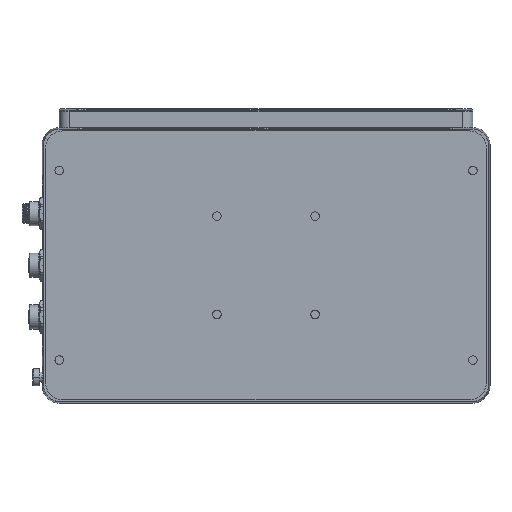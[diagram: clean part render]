
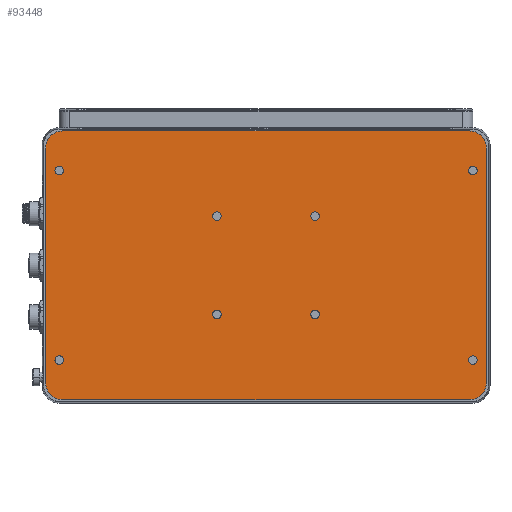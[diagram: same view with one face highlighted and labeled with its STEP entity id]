
A CAD part, front view. The second image highlights one B-rep face of the part: STEP entity #93448.
In plain terms, the highlighted planar face has unit normal (0, -1, 0).
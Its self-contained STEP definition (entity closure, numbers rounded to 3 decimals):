
#14915=CARTESIAN_POINT('',(118.,-45.,-68.));
#14916=DIRECTION('',(0.,1.,0.));
#14917=DIRECTION('',(1.,0.,0.));
#14918=AXIS2_PLACEMENT_3D('',#14915,#14916,#14917);
#14920=DIRECTION('',(-1.,0.,0.));
#14921=VECTOR('',#14920,236.);
#14922=CARTESIAN_POINT('',(118.,-45.,-78.));
#14923=LINE('',#14922,#14921);
#14924=CARTESIAN_POINT('',(-118.,-45.,-68.));
#14925=DIRECTION('',(0.,1.,0.));
#14926=DIRECTION('',(0.,0.,-1.));
#14927=AXIS2_PLACEMENT_3D('',#14924,#14925,#14926);
#14929=DIRECTION('',(0.,0.,1.));
#14930=VECTOR('',#14929,136.);
#14931=CARTESIAN_POINT('',(-128.,-45.,-68.));
#14932=LINE('',#14931,#14930);
#14933=CARTESIAN_POINT('',(-118.,-45.,68.));
#14934=DIRECTION('',(0.,1.,0.));
#14935=DIRECTION('',(-1.,0.,0.));
#14936=AXIS2_PLACEMENT_3D('',#14933,#14934,#14935);
#14938=DIRECTION('',(1.,0.,0.));
#14939=VECTOR('',#14938,236.);
#14940=CARTESIAN_POINT('',(-118.,-45.,78.));
#14941=LINE('',#14940,#14939);
#14942=CARTESIAN_POINT('',(118.,-45.,68.));
#14943=DIRECTION('',(0.,1.,0.));
#14944=DIRECTION('',(0.,0.,1.));
#14945=AXIS2_PLACEMENT_3D('',#14942,#14943,#14944);
#14947=DIRECTION('',(0.,0.,-1.));
#14948=VECTOR('',#14947,136.);
#14949=CARTESIAN_POINT('',(128.,-45.,68.));
#14950=LINE('',#14949,#14948);
#14951=CARTESIAN_POINT('',(120.,-45.,55.));
#14952=DIRECTION('',(0.,-1.,0.));
#14953=DIRECTION('',(-1.,0.,0.));
#14954=AXIS2_PLACEMENT_3D('',#14951,#14952,#14953);
#14956=CARTESIAN_POINT('',(120.,-45.,55.));
#14957=DIRECTION('',(0.,-1.,0.));
#14958=DIRECTION('',(1.,0.,0.));
#14959=AXIS2_PLACEMENT_3D('',#14956,#14957,#14958);
#14961=CARTESIAN_POINT('',(-120.,-45.,-55.));
#14962=DIRECTION('',(0.,-1.,0.));
#14963=DIRECTION('',(-1.,0.,0.));
#14964=AXIS2_PLACEMENT_3D('',#14961,#14962,#14963);
#14966=CARTESIAN_POINT('',(-120.,-45.,-55.));
#14967=DIRECTION('',(0.,-1.,0.));
#14968=DIRECTION('',(1.,0.,0.));
#14969=AXIS2_PLACEMENT_3D('',#14966,#14967,#14968);
#14971=CARTESIAN_POINT('',(120.,-45.,-55.));
#14972=DIRECTION('',(0.,-1.,0.));
#14973=DIRECTION('',(-1.,0.,0.));
#14974=AXIS2_PLACEMENT_3D('',#14971,#14972,#14973);
#14976=CARTESIAN_POINT('',(120.,-45.,-55.));
#14977=DIRECTION('',(0.,-1.,0.));
#14978=DIRECTION('',(1.,0.,0.));
#14979=AXIS2_PLACEMENT_3D('',#14976,#14977,#14978);
#14981=CARTESIAN_POINT('',(-28.5,-45.,28.5));
#14982=DIRECTION('',(0.,-1.,0.));
#14983=DIRECTION('',(-1.,0.,0.));
#14984=AXIS2_PLACEMENT_3D('',#14981,#14982,#14983);
#14986=CARTESIAN_POINT('',(-28.5,-45.,28.5));
#14987=DIRECTION('',(0.,-1.,0.));
#14988=DIRECTION('',(1.,0.,0.));
#14989=AXIS2_PLACEMENT_3D('',#14986,#14987,#14988);
#14991=CARTESIAN_POINT('',(28.5,-45.,28.5));
#14992=DIRECTION('',(0.,-1.,0.));
#14993=DIRECTION('',(-1.,0.,0.));
#14994=AXIS2_PLACEMENT_3D('',#14991,#14992,#14993);
#14996=CARTESIAN_POINT('',(28.5,-45.,28.5));
#14997=DIRECTION('',(0.,-1.,0.));
#14998=DIRECTION('',(1.,0.,0.));
#14999=AXIS2_PLACEMENT_3D('',#14996,#14997,#14998);
#15001=CARTESIAN_POINT('',(-28.5,-45.,-28.5));
#15002=DIRECTION('',(0.,-1.,0.));
#15003=DIRECTION('',(-1.,0.,0.));
#15004=AXIS2_PLACEMENT_3D('',#15001,#15002,#15003);
#15006=CARTESIAN_POINT('',(-28.5,-45.,-28.5));
#15007=DIRECTION('',(0.,-1.,0.));
#15008=DIRECTION('',(1.,0.,0.));
#15009=AXIS2_PLACEMENT_3D('',#15006,#15007,#15008);
#15011=CARTESIAN_POINT('',(28.5,-45.,-28.5));
#15012=DIRECTION('',(0.,-1.,0.));
#15013=DIRECTION('',(-1.,0.,0.));
#15014=AXIS2_PLACEMENT_3D('',#15011,#15012,#15013);
#15016=CARTESIAN_POINT('',(28.5,-45.,-28.5));
#15017=DIRECTION('',(0.,-1.,0.));
#15018=DIRECTION('',(1.,0.,0.));
#15019=AXIS2_PLACEMENT_3D('',#15016,#15017,#15018);
#15021=CARTESIAN_POINT('',(-120.,-45.,55.));
#15022=DIRECTION('',(0.,-1.,0.));
#15023=DIRECTION('',(-1.,0.,0.));
#15024=AXIS2_PLACEMENT_3D('',#15021,#15022,#15023);
#15026=CARTESIAN_POINT('',(-120.,-45.,55.));
#15027=DIRECTION('',(0.,-1.,0.));
#15028=DIRECTION('',(1.,0.,0.));
#15029=AXIS2_PLACEMENT_3D('',#15026,#15027,#15028);
#71262=CARTESIAN_POINT('',(-122.5,-45.,55.));
#71263=CARTESIAN_POINT('',(-117.5,-45.,55.));
#71264=VERTEX_POINT('',#71262);
#71265=VERTEX_POINT('',#71263);
#71266=CARTESIAN_POINT('',(128.,-45.,-68.));
#71267=CARTESIAN_POINT('',(118.,-45.,-78.));
#71268=VERTEX_POINT('',#71266);
#71269=VERTEX_POINT('',#71267);
#71270=CARTESIAN_POINT('',(-118.,-45.,-78.));
#71271=VERTEX_POINT('',#71270);
#71272=CARTESIAN_POINT('',(-128.,-45.,-68.));
#71273=VERTEX_POINT('',#71272);
#71274=CARTESIAN_POINT('',(-128.,-45.,68.));
#71275=VERTEX_POINT('',#71274);
#71276=CARTESIAN_POINT('',(-118.,-45.,78.));
#71277=VERTEX_POINT('',#71276);
#71278=CARTESIAN_POINT('',(118.,-45.,78.));
#71279=VERTEX_POINT('',#71278);
#71280=CARTESIAN_POINT('',(128.,-45.,68.));
#71281=VERTEX_POINT('',#71280);
#71282=CARTESIAN_POINT('',(117.5,-45.,55.));
#71283=CARTESIAN_POINT('',(122.5,-45.,55.));
#71284=VERTEX_POINT('',#71282);
#71285=VERTEX_POINT('',#71283);
#71286=CARTESIAN_POINT('',(-122.5,-45.,-55.));
#71287=CARTESIAN_POINT('',(-117.5,-45.,-55.));
#71288=VERTEX_POINT('',#71286);
#71289=VERTEX_POINT('',#71287);
#71290=CARTESIAN_POINT('',(117.5,-45.,-55.));
#71291=CARTESIAN_POINT('',(122.5,-45.,-55.));
#71292=VERTEX_POINT('',#71290);
#71293=VERTEX_POINT('',#71291);
#71294=CARTESIAN_POINT('',(-31.,-45.,28.5));
#71295=CARTESIAN_POINT('',(-26.,-45.,28.5));
#71296=VERTEX_POINT('',#71294);
#71297=VERTEX_POINT('',#71295);
#71298=CARTESIAN_POINT('',(26.,-45.,28.5));
#71299=CARTESIAN_POINT('',(31.,-45.,28.5));
#71300=VERTEX_POINT('',#71298);
#71301=VERTEX_POINT('',#71299);
#71302=CARTESIAN_POINT('',(-31.,-45.,-28.5));
#71303=CARTESIAN_POINT('',(-26.,-45.,-28.5));
#71304=VERTEX_POINT('',#71302);
#71305=VERTEX_POINT('',#71303);
#71306=CARTESIAN_POINT('',(26.,-45.,-28.5));
#71307=CARTESIAN_POINT('',(31.,-45.,-28.5));
#71308=VERTEX_POINT('',#71306);
#71309=VERTEX_POINT('',#71307);
#93385=CARTESIAN_POINT('',(0.,-45.,0.));
#93386=DIRECTION('',(0.,-1.,0.));
#93387=DIRECTION('',(1.,0.,0.));
#93388=AXIS2_PLACEMENT_3D('',#93385,#93386,#93387);
#93389=PLANE('',#93388);
#93390=ORIENTED_EDGE('',*,*,#93225,.T.);
#93391=ORIENTED_EDGE('',*,*,#93247,.T.);
#93392=ORIENTED_EDGE('',*,*,#93268,.T.);
#93393=ORIENTED_EDGE('',*,*,#93289,.T.);
#93394=ORIENTED_EDGE('',*,*,#93310,.T.);
#93395=ORIENTED_EDGE('',*,*,#93331,.T.);
#93396=ORIENTED_EDGE('',*,*,#93352,.T.);
#93397=ORIENTED_EDGE('',*,*,#93372,.T.);
#93398=EDGE_LOOP('',(#93390,#93391,#93392,#93393,#93394,#93395,#93396,#93397));
#93399=FACE_OUTER_BOUND('',#93398,.F.);
#93401=ORIENTED_EDGE('',*,*,#93400,.T.);
#93403=ORIENTED_EDGE('',*,*,#93402,.T.);
#93404=EDGE_LOOP('',(#93401,#93403));
#93405=FACE_BOUND('',#93404,.F.);
#93407=ORIENTED_EDGE('',*,*,#93406,.T.);
#93409=ORIENTED_EDGE('',*,*,#93408,.T.);
#93410=EDGE_LOOP('',(#93407,#93409));
#93411=FACE_BOUND('',#93410,.F.);
#93413=ORIENTED_EDGE('',*,*,#93412,.T.);
#93415=ORIENTED_EDGE('',*,*,#93414,.T.);
#93416=EDGE_LOOP('',(#93413,#93415));
#93417=FACE_BOUND('',#93416,.F.);
#93419=ORIENTED_EDGE('',*,*,#93418,.T.);
#93421=ORIENTED_EDGE('',*,*,#93420,.T.);
#93422=EDGE_LOOP('',(#93419,#93421));
#93423=FACE_BOUND('',#93422,.F.);
#93425=ORIENTED_EDGE('',*,*,#93424,.T.);
#93427=ORIENTED_EDGE('',*,*,#93426,.T.);
#93428=EDGE_LOOP('',(#93425,#93427));
#93429=FACE_BOUND('',#93428,.F.);
#93431=ORIENTED_EDGE('',*,*,#93430,.T.);
#93433=ORIENTED_EDGE('',*,*,#93432,.T.);
#93434=EDGE_LOOP('',(#93431,#93433));
#93435=FACE_BOUND('',#93434,.F.);
#93437=ORIENTED_EDGE('',*,*,#93436,.T.);
#93439=ORIENTED_EDGE('',*,*,#93438,.T.);
#93440=EDGE_LOOP('',(#93437,#93439));
#93441=FACE_BOUND('',#93440,.F.);
#93443=ORIENTED_EDGE('',*,*,#93442,.T.);
#93445=ORIENTED_EDGE('',*,*,#93444,.T.);
#93446=EDGE_LOOP('',(#93443,#93445));
#93447=FACE_BOUND('',#93446,.F.);
#93448=ADVANCED_FACE('',(#93399,#93405,#93411,#93417,#93423,#93429,#93435,
#93441,#93447),#93389,.T.);
#14919=CIRCLE('',#14918,10.);
#14928=CIRCLE('',#14927,10.);
#14937=CIRCLE('',#14936,10.);
#14946=CIRCLE('',#14945,10.);
#14955=CIRCLE('',#14954,2.5);
#14960=CIRCLE('',#14959,2.5);
#14965=CIRCLE('',#14964,2.5);
#14970=CIRCLE('',#14969,2.5);
#14975=CIRCLE('',#14974,2.5);
#14980=CIRCLE('',#14979,2.5);
#14985=CIRCLE('',#14984,2.5);
#14990=CIRCLE('',#14989,2.5);
#14995=CIRCLE('',#14994,2.5);
#15000=CIRCLE('',#14999,2.5);
#15005=CIRCLE('',#15004,2.5);
#15010=CIRCLE('',#15009,2.5);
#15015=CIRCLE('',#15014,2.5);
#15020=CIRCLE('',#15019,2.5);
#15025=CIRCLE('',#15024,2.5);
#15030=CIRCLE('',#15029,2.5);
#93225=EDGE_CURVE('',#71268,#71269,#14919,.T.);
#93247=EDGE_CURVE('',#71269,#71271,#14923,.T.);
#93268=EDGE_CURVE('',#71271,#71273,#14928,.T.);
#93289=EDGE_CURVE('',#71273,#71275,#14932,.T.);
#93310=EDGE_CURVE('',#71275,#71277,#14937,.T.);
#93331=EDGE_CURVE('',#71277,#71279,#14941,.T.);
#93352=EDGE_CURVE('',#71279,#71281,#14946,.T.);
#93372=EDGE_CURVE('',#71281,#71268,#14950,.T.);
#93400=EDGE_CURVE('',#71284,#71285,#14955,.T.);
#93402=EDGE_CURVE('',#71285,#71284,#14960,.T.);
#93406=EDGE_CURVE('',#71288,#71289,#14965,.T.);
#93408=EDGE_CURVE('',#71289,#71288,#14970,.T.);
#93412=EDGE_CURVE('',#71292,#71293,#14975,.T.);
#93414=EDGE_CURVE('',#71293,#71292,#14980,.T.);
#93418=EDGE_CURVE('',#71296,#71297,#14985,.T.);
#93420=EDGE_CURVE('',#71297,#71296,#14990,.T.);
#93424=EDGE_CURVE('',#71300,#71301,#14995,.T.);
#93426=EDGE_CURVE('',#71301,#71300,#15000,.T.);
#93430=EDGE_CURVE('',#71304,#71305,#15005,.T.);
#93432=EDGE_CURVE('',#71305,#71304,#15010,.T.);
#93436=EDGE_CURVE('',#71308,#71309,#15015,.T.);
#93438=EDGE_CURVE('',#71309,#71308,#15020,.T.);
#93442=EDGE_CURVE('',#71264,#71265,#15025,.T.);
#93444=EDGE_CURVE('',#71265,#71264,#15030,.T.);
